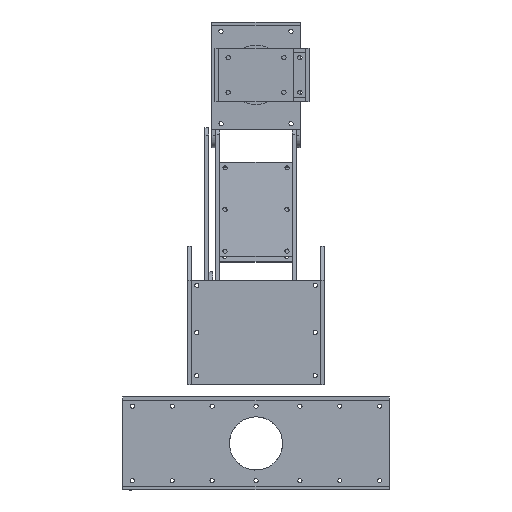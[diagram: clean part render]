
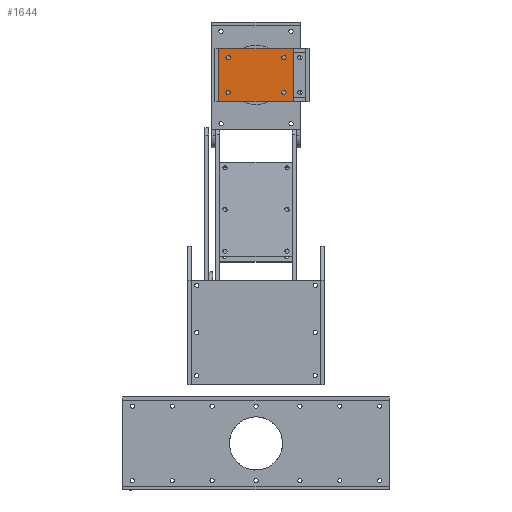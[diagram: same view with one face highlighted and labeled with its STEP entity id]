
A CAD part, left-side view. The second image highlights one B-rep face of the part: STEP entity #1644.
In plain terms, the highlighted planar face has unit normal (-1, 0, 0).
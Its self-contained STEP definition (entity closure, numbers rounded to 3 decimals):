
#853=FACE_BOUND('',#4035,.T.);
#854=FACE_BOUND('',#4036,.T.);
#855=FACE_BOUND('',#4037,.T.);
#856=FACE_BOUND('',#4038,.T.);
#1644=ADVANCED_FACE('',(#2628,#853,#854,#855,#856),#18244,.T.);
#2628=FACE_OUTER_BOUND('',#4034,.T.);
#4034=EDGE_LOOP('',(#7915,#7916,#7917,#7918));
#4035=EDGE_LOOP('',(#7919,#7920));
#4036=EDGE_LOOP('',(#7921,#7922));
#4037=EDGE_LOOP('',(#7923,#7924));
#4038=EDGE_LOOP('',(#7925,#7926));
#7915=ORIENTED_EDGE('',*,*,#11711,.T.);
#7916=ORIENTED_EDGE('',*,*,#11715,.T.);
#7917=ORIENTED_EDGE('',*,*,#11718,.T.);
#7918=ORIENTED_EDGE('',*,*,#11720,.T.);
#7919=ORIENTED_EDGE('',*,*,#11726,.T.);
#7920=ORIENTED_EDGE('',*,*,#11741,.T.);
#7921=ORIENTED_EDGE('',*,*,#11725,.T.);
#7922=ORIENTED_EDGE('',*,*,#11738,.T.);
#7923=ORIENTED_EDGE('',*,*,#11724,.T.);
#7924=ORIENTED_EDGE('',*,*,#11735,.T.);
#7925=ORIENTED_EDGE('',*,*,#11731,.T.);
#7926=ORIENTED_EDGE('',*,*,#11744,.T.);
#11711=EDGE_CURVE('',#16618,#16617,#15365,.T.);
#11715=EDGE_CURVE('',#16617,#16620,#15369,.T.);
#11718=EDGE_CURVE('',#16620,#16622,#15372,.T.);
#11720=EDGE_CURVE('',#16622,#16618,#15374,.T.);
#11724=EDGE_CURVE('',#16626,#16632,#14150,.T.);
#11725=EDGE_CURVE('',#16627,#16634,#14151,.T.);
#11726=EDGE_CURVE('',#16628,#16636,#14152,.T.);
#11731=EDGE_CURVE('',#16630,#16638,#14157,.T.);
#11735=EDGE_CURVE('',#16632,#16626,#14161,.T.);
#11738=EDGE_CURVE('',#16634,#16627,#14164,.T.);
#11741=EDGE_CURVE('',#16636,#16628,#14167,.T.);
#11744=EDGE_CURVE('',#16638,#16630,#14170,.T.);
#14150=(
BOUNDED_CURVE()
B_SPLINE_CURVE(2,(#30825,#30826,#30827,#30828,#30829),.UNSPECIFIED.,.F.,
 .F.)
B_SPLINE_CURVE_WITH_KNOTS((3,2,3),(0.,2.513,5.027),
 .UNSPECIFIED.)
CURVE()
GEOMETRIC_REPRESENTATION_ITEM()
RATIONAL_B_SPLINE_CURVE((1.,0.707,1.,0.707,1.))
REPRESENTATION_ITEM('')
);
#14151=(
BOUNDED_CURVE()
B_SPLINE_CURVE(2,(#30830,#30831,#30832,#30833,#30834),.UNSPECIFIED.,.F.,
 .F.)
B_SPLINE_CURVE_WITH_KNOTS((3,2,3),(0.,2.513,5.027),
 .UNSPECIFIED.)
CURVE()
GEOMETRIC_REPRESENTATION_ITEM()
RATIONAL_B_SPLINE_CURVE((1.,0.707,1.,0.707,1.))
REPRESENTATION_ITEM('')
);
#14152=(
BOUNDED_CURVE()
B_SPLINE_CURVE(2,(#30835,#30836,#30837,#30838,#30839),.UNSPECIFIED.,.F.,
 .F.)
B_SPLINE_CURVE_WITH_KNOTS((3,2,3),(-10.053,-7.54,
-5.027),.UNSPECIFIED.)
CURVE()
GEOMETRIC_REPRESENTATION_ITEM()
RATIONAL_B_SPLINE_CURVE((1.,0.707,1.,0.707,1.))
REPRESENTATION_ITEM('')
);
#14157=(
BOUNDED_CURVE()
B_SPLINE_CURVE(2,(#30851,#30852,#30853,#30854,#30855),.UNSPECIFIED.,.F.,
 .F.)
B_SPLINE_CURVE_WITH_KNOTS((3,2,3),(-10.053,-7.54,-5.027),
 .UNSPECIFIED.)
CURVE()
GEOMETRIC_REPRESENTATION_ITEM()
RATIONAL_B_SPLINE_CURVE((1.,0.707,1.,0.707,1.))
REPRESENTATION_ITEM('')
);
#14161=(
BOUNDED_CURVE()
B_SPLINE_CURVE(2,(#30865,#30866,#30867,#30868,#30869),.UNSPECIFIED.,.F.,
 .F.)
B_SPLINE_CURVE_WITH_KNOTS((3,2,3),(5.027,7.54,10.053),
 .UNSPECIFIED.)
CURVE()
GEOMETRIC_REPRESENTATION_ITEM()
RATIONAL_B_SPLINE_CURVE((1.,0.707,1.,0.707,1.))
REPRESENTATION_ITEM('')
);
#14164=(
BOUNDED_CURVE()
B_SPLINE_CURVE(2,(#30877,#30878,#30879,#30880,#30881),.UNSPECIFIED.,.F.,
 .F.)
B_SPLINE_CURVE_WITH_KNOTS((3,2,3),(5.027,7.54,10.053),
 .UNSPECIFIED.)
CURVE()
GEOMETRIC_REPRESENTATION_ITEM()
RATIONAL_B_SPLINE_CURVE((1.,0.707,1.,0.707,1.))
REPRESENTATION_ITEM('')
);
#14167=(
BOUNDED_CURVE()
B_SPLINE_CURVE(2,(#30889,#30890,#30891,#30892,#30893),.UNSPECIFIED.,.F.,
 .F.)
B_SPLINE_CURVE_WITH_KNOTS((3,2,3),(-5.027,-2.513,
0.),.UNSPECIFIED.)
CURVE()
GEOMETRIC_REPRESENTATION_ITEM()
RATIONAL_B_SPLINE_CURVE((1.,0.707,1.,0.707,1.))
REPRESENTATION_ITEM('')
);
#14170=(
BOUNDED_CURVE()
B_SPLINE_CURVE(2,(#30901,#30902,#30903,#30904,#30905),.UNSPECIFIED.,.F.,
 .F.)
B_SPLINE_CURVE_WITH_KNOTS((3,2,3),(-5.027,-2.513,
0.),.UNSPECIFIED.)
CURVE()
GEOMETRIC_REPRESENTATION_ITEM()
RATIONAL_B_SPLINE_CURVE((1.,0.707,1.,0.707,1.))
REPRESENTATION_ITEM('')
);
#15365=B_SPLINE_CURVE_WITH_KNOTS('',1,(#30790,#30791),.UNSPECIFIED.,.F.,
 .F.,(2,2),(0.,56.),.UNSPECIFIED.);
#15369=B_SPLINE_CURVE_WITH_KNOTS('',1,(#30798,#30799),.UNSPECIFIED.,.F.,
 .F.,(2,2),(56.,96.183),.UNSPECIFIED.);
#15372=B_SPLINE_CURVE_WITH_KNOTS('',1,(#30804,#30805),.UNSPECIFIED.,.F.,
 .F.,(2,2),(96.183,152.183),.UNSPECIFIED.);
#15374=B_SPLINE_CURVE_WITH_KNOTS('',1,(#30808,#30809),.UNSPECIFIED.,.F.,
 .F.,(2,2),(152.183,192.366),.UNSPECIFIED.);
#16617=VERTEX_POINT('',#30764);
#16618=VERTEX_POINT('',#30765);
#16620=VERTEX_POINT('',#30767);
#16622=VERTEX_POINT('',#30769);
#16626=VERTEX_POINT('',#30773);
#16627=VERTEX_POINT('',#30774);
#16628=VERTEX_POINT('',#30775);
#16630=VERTEX_POINT('',#30777);
#16632=VERTEX_POINT('',#30779);
#16634=VERTEX_POINT('',#30781);
#16636=VERTEX_POINT('',#30783);
#16638=VERTEX_POINT('',#30785);
#18244=PLANE('',#18475);
#18475=AXIS2_PLACEMENT_3D('',#30681,#18689,$);
#18689=DIRECTION('',(-1.,0.,0.));
#30681=CARTESIAN_POINT('',(-232.323,-28.,258.11));
#30764=CARTESIAN_POINT('',(-232.323,-28.,217.927));
#30765=CARTESIAN_POINT('',(-232.323,28.,217.927));
#30767=CARTESIAN_POINT('',(-232.323,-28.,258.11));
#30769=CARTESIAN_POINT('',(-232.323,28.,258.11));
#30773=CARTESIAN_POINT('',(-232.323,-19.4,224.927));
#30774=CARTESIAN_POINT('',(-232.323,19.4,251.11));
#30775=CARTESIAN_POINT('',(-232.323,-19.4,251.11));
#30777=CARTESIAN_POINT('',(-232.323,19.4,224.927));
#30779=CARTESIAN_POINT('',(-232.323,-22.6,224.927));
#30781=CARTESIAN_POINT('',(-232.323,22.6,251.11));
#30783=CARTESIAN_POINT('',(-232.323,-22.6,251.11));
#30785=CARTESIAN_POINT('',(-232.323,22.6,224.927));
#30790=CARTESIAN_POINT('',(-232.323,28.,217.927));
#30791=CARTESIAN_POINT('',(-232.323,-28.,217.927));
#30798=CARTESIAN_POINT('',(-232.323,-28.,217.927));
#30799=CARTESIAN_POINT('',(-232.323,-28.,258.11));
#30804=CARTESIAN_POINT('',(-232.323,-28.,258.11));
#30805=CARTESIAN_POINT('',(-232.323,28.,258.11));
#30808=CARTESIAN_POINT('',(-232.323,28.,258.11));
#30809=CARTESIAN_POINT('',(-232.323,28.,217.927));
#30825=CARTESIAN_POINT('',(-232.323,-19.4,224.927));
#30826=CARTESIAN_POINT('',(-232.323,-19.4,226.527));
#30827=CARTESIAN_POINT('',(-232.323,-21.,226.527));
#30828=CARTESIAN_POINT('',(-232.323,-22.6,226.527));
#30829=CARTESIAN_POINT('',(-232.323,-22.6,224.927));
#30830=CARTESIAN_POINT('',(-232.323,19.4,251.11));
#30831=CARTESIAN_POINT('',(-232.323,19.4,249.51));
#30832=CARTESIAN_POINT('',(-232.323,21.,249.51));
#30833=CARTESIAN_POINT('',(-232.323,22.6,249.51));
#30834=CARTESIAN_POINT('',(-232.323,22.6,251.11));
#30835=CARTESIAN_POINT('',(-232.323,-19.4,251.11));
#30836=CARTESIAN_POINT('',(-232.323,-19.4,252.71));
#30837=CARTESIAN_POINT('',(-232.323,-21.,252.71));
#30838=CARTESIAN_POINT('',(-232.323,-22.6,252.71));
#30839=CARTESIAN_POINT('',(-232.323,-22.6,251.11));
#30851=CARTESIAN_POINT('',(-232.323,19.4,224.927));
#30852=CARTESIAN_POINT('',(-232.323,19.4,223.327));
#30853=CARTESIAN_POINT('',(-232.323,21.,223.327));
#30854=CARTESIAN_POINT('',(-232.323,22.6,223.327));
#30855=CARTESIAN_POINT('',(-232.323,22.6,224.927));
#30865=CARTESIAN_POINT('',(-232.323,-22.6,224.927));
#30866=CARTESIAN_POINT('',(-232.323,-22.6,223.327));
#30867=CARTESIAN_POINT('',(-232.323,-21.,223.327));
#30868=CARTESIAN_POINT('',(-232.323,-19.4,223.327));
#30869=CARTESIAN_POINT('',(-232.323,-19.4,224.927));
#30877=CARTESIAN_POINT('',(-232.323,22.6,251.11));
#30878=CARTESIAN_POINT('',(-232.323,22.6,252.71));
#30879=CARTESIAN_POINT('',(-232.323,21.,252.71));
#30880=CARTESIAN_POINT('',(-232.323,19.4,252.71));
#30881=CARTESIAN_POINT('',(-232.323,19.4,251.11));
#30889=CARTESIAN_POINT('',(-232.323,-22.6,251.11));
#30890=CARTESIAN_POINT('',(-232.323,-22.6,249.51));
#30891=CARTESIAN_POINT('',(-232.323,-21.,249.51));
#30892=CARTESIAN_POINT('',(-232.323,-19.4,249.51));
#30893=CARTESIAN_POINT('',(-232.323,-19.4,251.11));
#30901=CARTESIAN_POINT('',(-232.323,22.6,224.927));
#30902=CARTESIAN_POINT('',(-232.323,22.6,226.527));
#30903=CARTESIAN_POINT('',(-232.323,21.,226.527));
#30904=CARTESIAN_POINT('',(-232.323,19.4,226.527));
#30905=CARTESIAN_POINT('',(-232.323,19.4,224.927));
